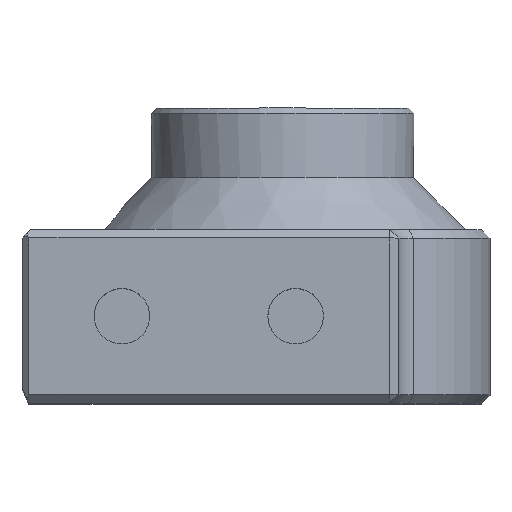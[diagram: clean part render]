
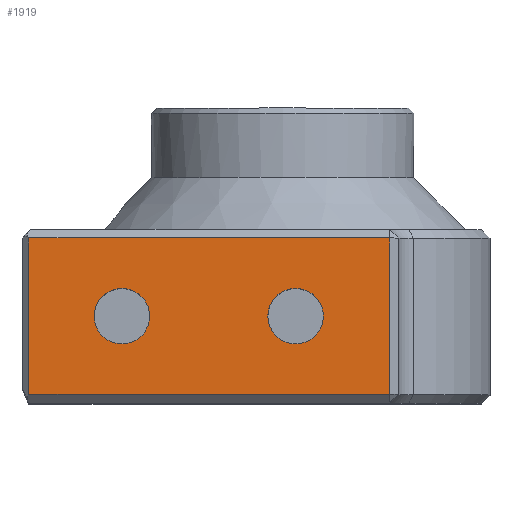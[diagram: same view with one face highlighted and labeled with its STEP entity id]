
A CAD part, top view. The second image highlights one B-rep face of the part: STEP entity #1919.
In plain terms, the highlighted planar face has unit normal (0, 0, 1).
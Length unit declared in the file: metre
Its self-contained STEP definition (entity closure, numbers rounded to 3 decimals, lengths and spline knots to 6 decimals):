
#92=LINE('',#3003,#286);
#93=LINE('',#3006,#287);
#94=LINE('',#3008,#288);
#95=LINE('',#3010,#289);
#286=VECTOR('',#2363,1.);
#287=VECTOR('',#2364,1.);
#288=VECTOR('',#2365,1.);
#289=VECTOR('',#2366,1.);
#431=PLANE('',#2082);
#614=ORIENTED_EDGE('',*,*,#1145,.F.);
#615=ORIENTED_EDGE('',*,*,#1146,.T.);
#616=ORIENTED_EDGE('',*,*,#1147,.T.);
#617=ORIENTED_EDGE('',*,*,#1148,.T.);
#618=ORIENTED_EDGE('',*,*,#1149,.T.);
#619=ORIENTED_EDGE('',*,*,#1150,.T.);
#1145=EDGE_CURVE('',#1408,#1409,#92,.T.);
#1146=EDGE_CURVE('',#1408,#1410,#93,.T.);
#1147=EDGE_CURVE('',#1410,#1411,#94,.T.);
#1148=EDGE_CURVE('',#1411,#1409,#95,.T.);
#1149=EDGE_CURVE('',#1412,#1412,#1523,.T.);
#1150=EDGE_CURVE('',#1413,#1413,#1524,.T.);
#1408=VERTEX_POINT('',#3004);
#1409=VERTEX_POINT('',#3005);
#1410=VERTEX_POINT('',#3007);
#1411=VERTEX_POINT('',#3009);
#1412=VERTEX_POINT('',#3012);
#1413=VERTEX_POINT('',#3014);
#1523=CIRCLE('',#2083,0.0016);
#1524=CIRCLE('',#2084,0.0016);
#1580=EDGE_LOOP('',(#614,#615,#616,#617));
#1581=EDGE_LOOP('',(#618));
#1582=EDGE_LOOP('',(#619));
#1744=FACE_BOUND('',#1580,.T.);
#1745=FACE_BOUND('',#1581,.T.);
#1746=FACE_BOUND('',#1582,.T.);
#1919=ADVANCED_FACE('',(#1744,#1745,#1746),#431,.T.);
#2082=AXIS2_PLACEMENT_3D('',#3002,#2361,#2362);
#2083=AXIS2_PLACEMENT_3D('',#3011,#2367,#2368);
#2084=AXIS2_PLACEMENT_3D('',#3013,#2369,#2370);
#2361=DIRECTION('',(0.,0.,1.));
#2362=DIRECTION('',(-1.,0.,0.));
#2363=DIRECTION('',(0.,1.,0.));
#2364=DIRECTION('',(1.,0.,0.));
#2365=DIRECTION('',(0.,1.,0.));
#2366=DIRECTION('',(-1.,0.,0.));
#2367=DIRECTION('',(0.,0.,-1.));
#2368=DIRECTION('',(0.,-1.,0.));
#2369=DIRECTION('',(0.,0.,-1.));
#2370=DIRECTION('',(0.,-1.,0.));
#3002=CARTESIAN_POINT('',(0.056045,0.22605,0.0128));
#3003=CARTESIAN_POINT('',(-0.010055,0.22605,0.0128));
#3004=CARTESIAN_POINT('',(-0.010055,0.22255,0.0128));
#3005=CARTESIAN_POINT('',(-0.010055,0.23155,0.0128));
#3006=CARTESIAN_POINT('',(0.011206,0.22255,0.0128));
#3007=CARTESIAN_POINT('',(0.010706,0.22255,0.0128));
#3008=CARTESIAN_POINT('',(0.010706,0.23205,0.0128));
#3009=CARTESIAN_POINT('',(0.010706,0.23155,0.0128));
#3010=CARTESIAN_POINT('',(0.056045,0.23155,0.0128));
#3011=CARTESIAN_POINT('',(0.005295,0.22705,0.0128));
#3012=CARTESIAN_POINT('',(0.005295,0.22545,0.0128));
#3013=CARTESIAN_POINT('',(-0.004705,0.22705,0.0128));
#3014=CARTESIAN_POINT('',(-0.004705,0.22545,0.0128));
